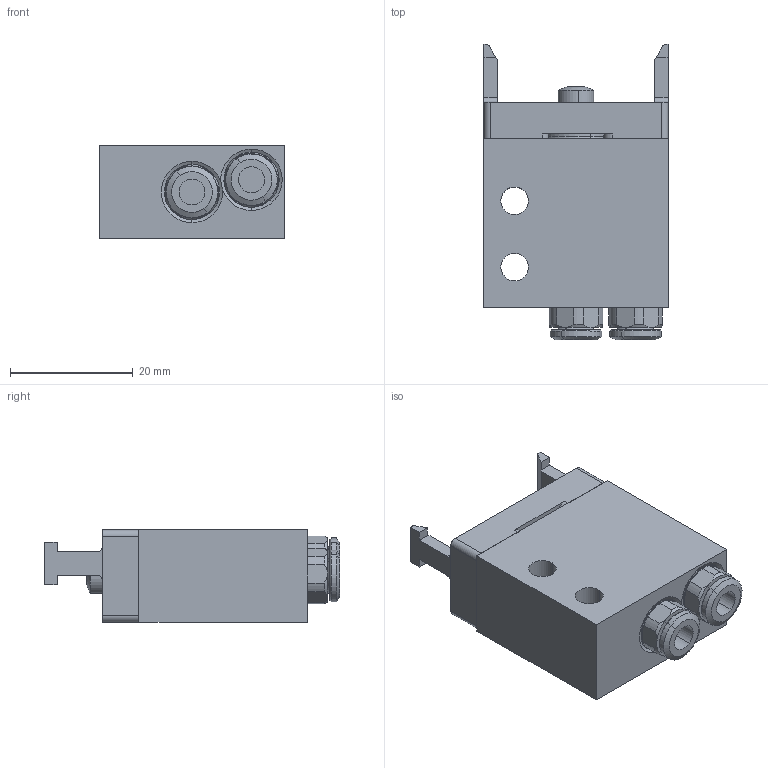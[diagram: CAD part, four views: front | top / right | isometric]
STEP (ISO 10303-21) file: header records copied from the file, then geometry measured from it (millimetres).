
FILE_DESCRIPTION (( 'STEP AP214' ), '1' );
FILE_NAME ('08_105_4.STEP', '2016-07-27T09:47:38', ( '' ), ( '' ), 'SwSTEP 2.0', 'SolidWorks 2016', '' );
FILE_SCHEMA (( 'AUTOMOTIVE_DESIGN' ));
Length unit declared in the file: millimetre
Products named in the file (1): 08_105_4
Bounding box: 30 x 48.1 x 15 mm (x, y, z)
Volume: 15409.7 mm3; surface area: 7686.3 mm2
Topology: 9 solids, 9 shells, 477 faces, 1204 edges, 753 vertices
Faces by surface type: cone 158, plane 147, cylinder 126, torus 30, bspline 8, sphere 8
Entity records: 15341 total; most frequent: CARTESIAN_POINT 2946, DIRECTION 2680, ORIENTED_EDGE 2390, EDGE_CURVE 1195, AXIS2_PLACEMENT_3D 1092, VERTEX_POINT 750, CIRCLE 622, EDGE_LOOP 501
